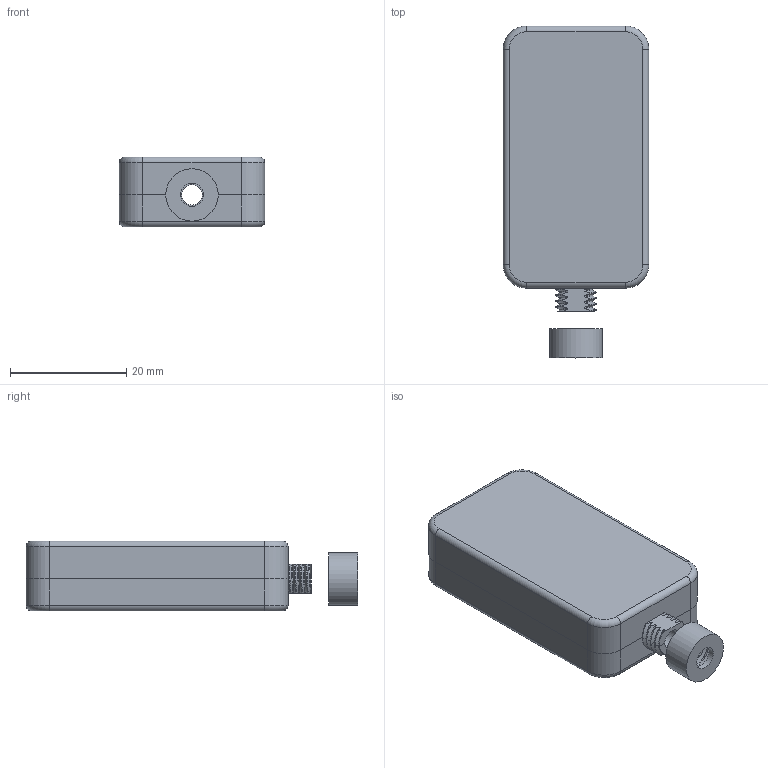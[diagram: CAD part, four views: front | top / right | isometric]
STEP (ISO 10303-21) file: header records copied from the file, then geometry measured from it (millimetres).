
FILE_DESCRIPTION(/* description */ (''),/* implementation_level */ '2;1');
FILE_NAME(/* name */ 'junction box.step',/* time_stamp */ '2025-11-11T12:17:10+01:00',/* author */ (''),/* organization */ (''),/* preprocessor_version */ 'ST-DEVELOPER v20.1',/* originating_system */ 'Autodesk Translation Framework v14.21.0.0',/* authorisation */ '');
FILE_SCHEMA (('AUTOMOTIVE_DESIGN { 1 0 10303 214 3 1 1 }'));
Length unit declared in the file: millimetre
Products named in the file (1): box
Bounding box: 25 x 57 x 12 mm (x, y, z)
Volume: 4579 mm3; surface area: 7920.3 mm2
Topology: 3 solids, 3 shells, 208 faces, 575 edges, 374 vertices
Faces by surface type: plane 88, cylinder 74, bspline 38, torus 8
Full cylindrical faces by diameter (mm): 4 x1, 6.035 x2, 7.147 x1, 9 x1
Entity records: 8683 total; most frequent: CARTESIAN_POINT 3717, ORIENTED_EDGE 1150, DIRECTION 833, EDGE_CURVE 575, VERTEX_POINT 374, LINE 323, VECTOR 323, AXIS2_PLACEMENT_3D 255
